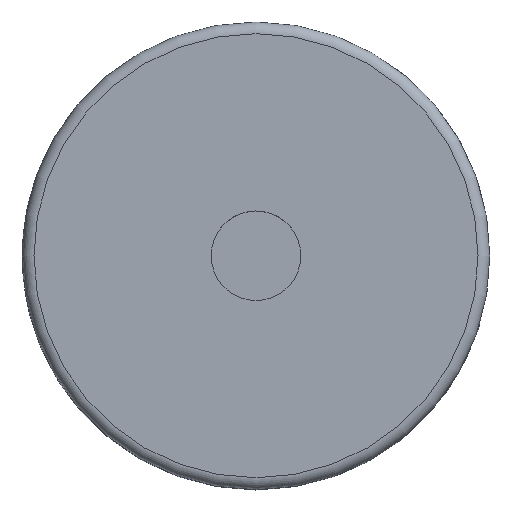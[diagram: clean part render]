
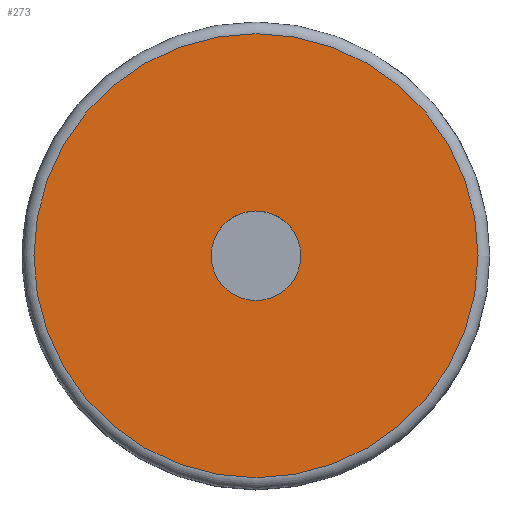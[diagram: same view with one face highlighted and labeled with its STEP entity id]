
A CAD part, top view. The second image highlights one B-rep face of the part: STEP entity #273.
In plain terms, the highlighted planar face has unit normal (0, 0, 1).
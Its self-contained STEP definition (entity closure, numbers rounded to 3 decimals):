
#29=DIRECTION('',(0.,0.,1.));
#43=DIRECTION('',(1.,0.,0.));
#64=DIRECTION('',(0.,0.,-1.));
#65=DIRECTION('',(1.,0.,0.));
#229=VERTEX_POINT('',#230);
#230=CARTESIAN_POINT('',(8.95,0.,8.53));
#237=EDGE_CURVE('',#229,#229,#238,.T.);
#238=CIRCLE('',#239,5.7);
#239=AXIS2_PLACEMENT_3D('',#240,#29,#43);
#240=CARTESIAN_POINT('',(3.25,0.,8.53));
#259=DIRECTION('',(1.,0.,0.));
#273=ADVANCED_FACE('',(#274,#277),#285,.T.);
#274=FACE_BOUND('',#275,.T.);
#275=EDGE_LOOP('',(#276));
#276=ORIENTED_EDGE('',*,*,#237,.T.);
#277=FACE_BOUND('',#278,.T.);
#278=EDGE_LOOP('',(#279));
#279=ORIENTED_EDGE('',*,*,#280,.T.);
#280=EDGE_CURVE('',#281,#281,#283,.T.);
#281=VERTEX_POINT('',#282);
#282=CARTESIAN_POINT('',(4.4,0.,8.53));
#283=CIRCLE('',#284,1.15);
#284=AXIS2_PLACEMENT_3D('',#240,#64,#65);
#285=PLANE('',#286);
#286=AXIS2_PLACEMENT_3D('',#287,#29,#259);
#287=CARTESIAN_POINT('',(3.25,0.,8.53));
